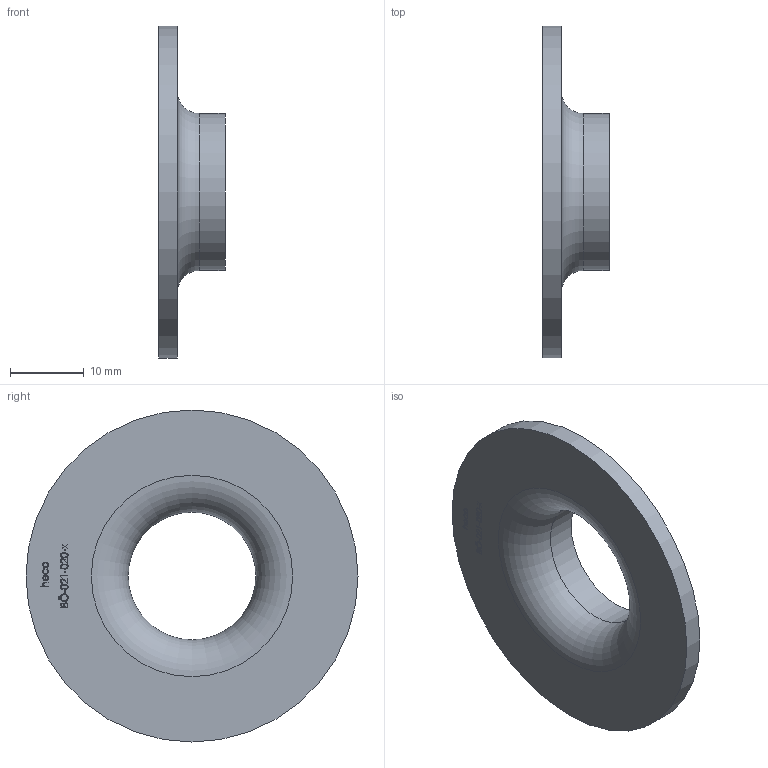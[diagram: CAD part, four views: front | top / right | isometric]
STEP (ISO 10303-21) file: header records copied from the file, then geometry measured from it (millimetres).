
FILE_DESCRIPTION (( 'STEP AP214' ), '1' );
FILE_NAME ('BÖ-021-020-x Vorschweissbördel 2012.STEP', '2020-12-02T10:43:48', ( '' ), ( '' ), 'SwSTEP 2.0', 'SolidWorks 2019', '' );
FILE_SCHEMA (( 'AUTOMOTIVE_DESIGN' ));
Length unit declared in the file: millimetre
Products named in the file (1): BÖ-021-020-x Vorschweissbördel 2012
Bounding box: 9 x 45 x 45 mm (x, y, z)
Volume: 3983.7 mm3; surface area: 3823.5 mm2
Topology: 1 solids, 1 shells, 197 faces, 502 edges, 334 vertices
Faces by surface type: bspline 99, plane 93, cylinder 3, torus 2
Full cylindrical faces by diameter (mm): 17.3 x1, 21.3 x1, 45 x1
Entity records: 13870 total; most frequent: CARTESIAN_POINT 7760, ORIENTED_EDGE 994, DIRECTION 505, EDGE_CURVE 497, VERTEX_POINT 334, LINE 291, VECTOR 291, EDGE_LOOP 231
